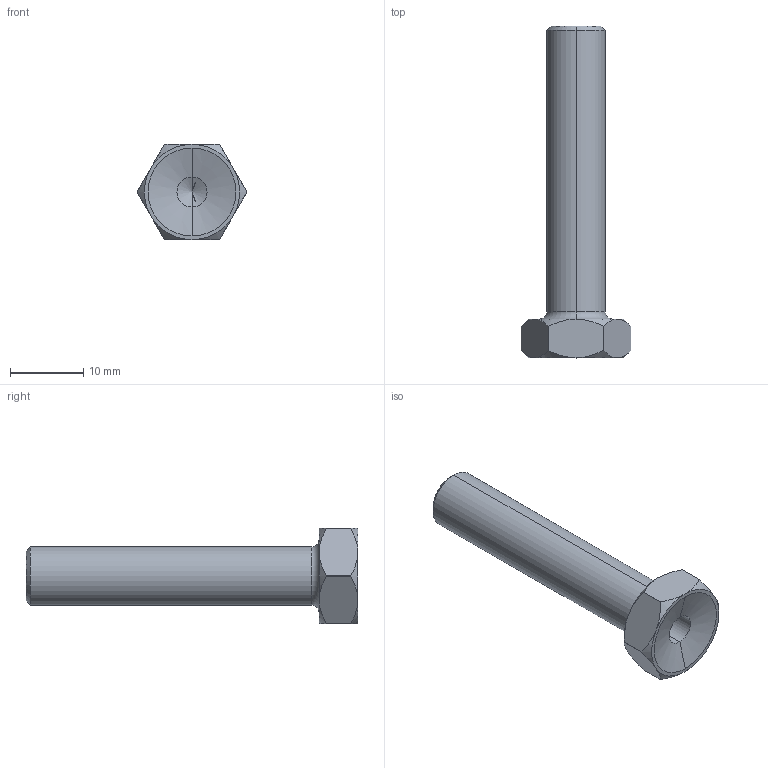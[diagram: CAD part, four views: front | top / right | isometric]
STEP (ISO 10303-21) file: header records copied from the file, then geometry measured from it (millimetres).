
FILE_DESCRIPTION (( 'STEP AP214' ), '1' );
FILE_NAME ('098em08040m.STEP', '2014-08-12T12:08:04', ( '' ), ( '' ), 'SwSTEP 2.0', 'SolidWorks 2014', '' );
FILE_SCHEMA (( 'AUTOMOTIVE_DESIGN' ));
Length unit declared in the file: millimetre
Products named in the file (1): 098em08040m
Bounding box: 15 x 45.3 x 13 mm (x, y, z)
Volume: 2538.9 mm3; surface area: 1672.3 mm2
Topology: 1 solids, 1 shells, 60 faces, 143 edges, 84 vertices
Faces by surface type: cone 27, plane 21, cylinder 10, torus 2
Entity records: 1905 total; most frequent: CARTESIAN_POINT 507, DIRECTION 283, ORIENTED_EDGE 278, EDGE_CURVE 139, AXIS2_PLACEMENT_3D 114, VERTEX_POINT 84, EDGE_LOOP 63, FACE_OUTER_BOUND 60
